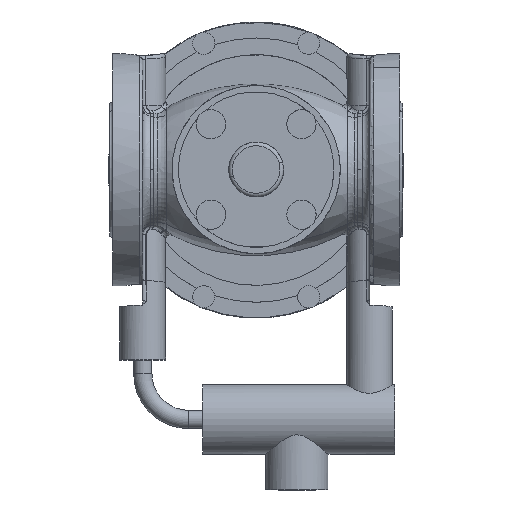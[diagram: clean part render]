
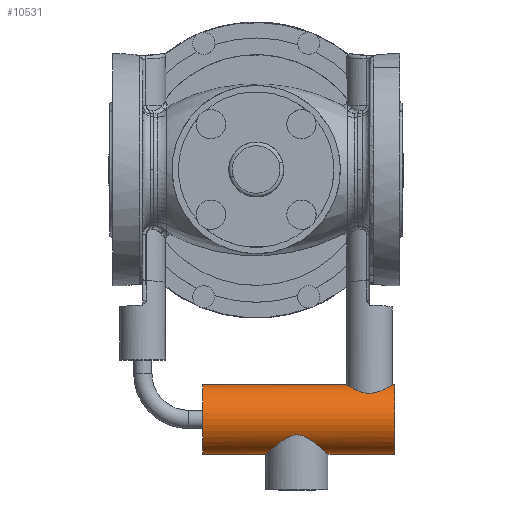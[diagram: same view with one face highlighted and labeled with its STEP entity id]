
A CAD part, top view. The second image highlights one B-rep face of the part: STEP entity #10531.
In plain terms, the highlighted cylindrical face has radius 19 mm (diameter 38 mm), a partial arc.
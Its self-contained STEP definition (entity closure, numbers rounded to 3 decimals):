
#10406=CARTESIAN_POINT('Axis2P3D Location',(23.25,-136.5,0.)) ;
#10412=CARTESIAN_POINT('Control Point',(5.25,-155.5,0.)) ;
#10413=CARTESIAN_POINT('Control Point',(5.25,-155.5,1.826)) ;
#10414=CARTESIAN_POINT('Control Point',(5.495,-155.281,3.653)) ;
#10415=CARTESIAN_POINT('Control Point',(5.987,-154.841,5.395)) ;
#10416=CARTESIAN_POINT('Control Point',(7.322,-153.658,8.544)) ;
#10417=CARTESIAN_POINT('Control Point',(9.252,-152.01,11.122)) ;
#10418=CARTESIAN_POINT('Control Point',(10.307,-151.13,12.238)) ;
#10419=CARTESIAN_POINT('Control Point',(11.904,-149.845,13.601)) ;
#10420=CARTESIAN_POINT('Control Point',(13.677,-148.555,14.698)) ;
#10421=CARTESIAN_POINT('Control Point',(14.192,-148.192,14.986)) ;
#10422=CARTESIAN_POINT('Control Point',(15.173,-147.531,15.482)) ;
#10423=CARTESIAN_POINT('Control Point',(16.21,-146.905,15.903)) ;
#10424=CARTESIAN_POINT('Control Point',(16.703,-146.625,16.082)) ;
#10425=CARTESIAN_POINT('Control Point',(17.968,-145.961,16.487)) ;
#10426=CARTESIAN_POINT('Control Point',(19.325,-145.426,16.778)) ;
#10427=CARTESIAN_POINT('Control Point',(20.179,-145.168,16.908)) ;
#10428=CARTESIAN_POINT('Control Point',(21.763,-144.905,17.04)) ;
#10429=CARTESIAN_POINT('Control Point',(23.364,-145.014,16.986)) ;
#10430=CARTESIAN_POINT('Control Point',(24.059,-145.137,16.925)) ;
#10431=CARTESIAN_POINT('Control Point',(25.846,-145.62,16.677)) ;
#10432=CARTESIAN_POINT('Control Point',(27.485,-146.416,16.224)) ;
#10433=CARTESIAN_POINT('Control Point',(28.45,-146.971,15.877)) ;
#10434=CARTESIAN_POINT('Control Point',(30.288,-148.144,15.062)) ;
#10435=CARTESIAN_POINT('Control Point',(31.957,-149.376,14.008)) ;
#10436=CARTESIAN_POINT('Control Point',(32.755,-149.992,13.421)) ;
#10437=CARTESIAN_POINT('Control Point',(34.698,-151.54,11.761)) ;
#10438=CARTESIAN_POINT('Control Point',(36.355,-152.95,9.695)) ;
#10439=CARTESIAN_POINT('Control Point',(37.245,-153.724,8.278)) ;
#10440=CARTESIAN_POINT('Control Point',(38.38,-154.723,5.818)) ;
#10441=CARTESIAN_POINT('Control Point',(39.014,-155.289,3.085)) ;
#10442=CARTESIAN_POINT('Control Point',(39.171,-155.43,2.067)) ;
#10443=CARTESIAN_POINT('Control Point',(39.25,-155.5,1.033)) ;
#10444=CARTESIAN_POINT('Control Point',(39.25,-155.5,0.)) ;
#10445=CARTESIAN_POINT('Vertex',(5.25,-155.5,0.)) ;
#10447=CARTESIAN_POINT('Vertex',(39.25,-155.5,0.)) ;
#10450=CARTESIAN_POINT('Line Origine',(23.25,-155.5,0.)) ;
#10454=CARTESIAN_POINT('Vertex',(75.75,-155.5,0.)) ;
#10457=CARTESIAN_POINT('Axis2P3D Location',(75.75,-136.5,0.)) ;
#10461=CARTESIAN_POINT('Vertex',(75.75,-117.5,0.)) ;
#10464=CARTESIAN_POINT('Line Origine',(23.25,-117.5,0.)) ;
#10468=CARTESIAN_POINT('Vertex',(74.5,-117.5,0.)) ;
#10472=CARTESIAN_POINT('Control Point',(49.5,-117.5,0.)) ;
#10473=CARTESIAN_POINT('Control Point',(49.5,-117.5,1.133)) ;
#10474=CARTESIAN_POINT('Control Point',(49.628,-117.584,2.266)) ;
#10475=CARTESIAN_POINT('Control Point',(49.885,-117.753,3.37)) ;
#10476=CARTESIAN_POINT('Control Point',(50.607,-118.219,5.413)) ;
#10477=CARTESIAN_POINT('Control Point',(51.714,-118.886,7.211)) ;
#10478=CARTESIAN_POINT('Control Point',(52.333,-119.244,8.019)) ;
#10479=CARTESIAN_POINT('Control Point',(53.592,-119.931,9.363)) ;
#10480=CARTESIAN_POINT('Control Point',(55.072,-120.619,10.454)) ;
#10481=CARTESIAN_POINT('Control Point',(55.794,-120.925,10.899)) ;
#10482=CARTESIAN_POINT('Control Point',(57.218,-121.455,11.62)) ;
#10483=CARTESIAN_POINT('Control Point',(58.774,-121.858,12.113)) ;
#10484=CARTESIAN_POINT('Control Point',(59.529,-122.009,12.29)) ;
#10485=CARTESIAN_POINT('Control Point',(61.207,-122.231,12.547)) ;
#10486=CARTESIAN_POINT('Control Point',(62.923,-122.206,12.517)) ;
#10487=CARTESIAN_POINT('Control Point',(63.838,-122.114,12.414)) ;
#10488=CARTESIAN_POINT('Control Point',(65.565,-121.808,12.059)) ;
#10489=CARTESIAN_POINT('Control Point',(67.163,-121.313,11.429)) ;
#10490=CARTESIAN_POINT('Control Point',(67.9,-121.043,11.065)) ;
#10491=CARTESIAN_POINT('Control Point',(69.048,-120.567,10.378)) ;
#10492=CARTESIAN_POINT('Control Point',(70.087,-120.069,9.552)) ;
#10493=CARTESIAN_POINT('Control Point',(70.476,-119.874,9.209)) ;
#10494=CARTESIAN_POINT('Control Point',(72.127,-119.01,7.593)) ;
#10495=CARTESIAN_POINT('Control Point',(73.402,-118.221,5.594)) ;
#10496=CARTESIAN_POINT('Control Point',(74.134,-117.741,3.824)) ;
#10497=CARTESIAN_POINT('Control Point',(74.5,-117.5,1.912)) ;
#10498=CARTESIAN_POINT('Control Point',(74.5,-117.5,0.)) ;
#10499=CARTESIAN_POINT('Vertex',(49.5,-117.5,0.)) ;
#10502=CARTESIAN_POINT('Line Origine',(23.25,-117.5,0.)) ;
#10506=CARTESIAN_POINT('Vertex',(-29.25,-117.5,0.)) ;
#10509=CARTESIAN_POINT('Axis2P3D Location',(-29.25,-136.5,0.)) ;
#10513=CARTESIAN_POINT('Vertex',(-29.25,-155.5,0.)) ;
#10516=CARTESIAN_POINT('Line Origine',(23.25,-155.5,0.)) ;
#10407=DIRECTION('Axis2P3D Direction',(-1.,0.,0.)) ;
#10408=DIRECTION('Axis2P3D XDirection',(0.,-1.,0.)) ;
#10451=DIRECTION('Vector Direction',(-1.,0.,0.)) ;
#10458=DIRECTION('Axis2P3D Direction',(-1.,0.,0.)) ;
#10465=DIRECTION('Vector Direction',(-1.,0.,0.)) ;
#10503=DIRECTION('Vector Direction',(-1.,0.,0.)) ;
#10510=DIRECTION('Axis2P3D Direction',(-1.,0.,0.)) ;
#10517=DIRECTION('Vector Direction',(-1.,0.,0.)) ;
#10409=AXIS2_PLACEMENT_3D('Cylinder Axis2P3D',#10406,#10407,#10408) ;
#10459=AXIS2_PLACEMENT_3D('Circle Axis2P3D',#10457,#10458,$) ;
#10511=AXIS2_PLACEMENT_3D('Circle Axis2P3D',#10509,#10510,$) ;
#10522=ORIENTED_EDGE('',*,*,#10449,.T.) ;
#10523=ORIENTED_EDGE('',*,*,#10456,.F.) ;
#10524=ORIENTED_EDGE('',*,*,#10463,.T.) ;
#10525=ORIENTED_EDGE('',*,*,#10470,.T.) ;
#10526=ORIENTED_EDGE('',*,*,#10501,.F.) ;
#10527=ORIENTED_EDGE('',*,*,#10508,.T.) ;
#10528=ORIENTED_EDGE('',*,*,#10515,.F.) ;
#10529=ORIENTED_EDGE('',*,*,#10520,.F.) ;
#10452=VECTOR('Line Direction',#10451,1.) ;
#10466=VECTOR('Line Direction',#10465,1.) ;
#10504=VECTOR('Line Direction',#10503,1.) ;
#10518=VECTOR('Line Direction',#10517,1.) ;
#10531=ADVANCED_FACE('Brep With Voids',(#10530),#10410,.T.) ;
#10411=B_SPLINE_CURVE_WITH_KNOTS('',5,(#10412,#10413,#10414,#10415,#10416,#10417,#10418,#10419,#10420,#10421,#10422,#10423,#10424,#10425,#10426,#10427,#10428,#10429,#10430,#10431,#10432,#10433,#10434,#10435,#10436,#10437,#10438,#10439,#10440,#10441,#10442,#10443,#10444),.UNSPECIFIED.,.F.,.U.,(6,3,3,3,3,3,3,3,3,3,6),(0.,12.941,25.415,30.309,34.496,40.815,45.795,54.001,62.253,75.129,82.451),.UNSPECIFIED.) ;
#10471=B_SPLINE_CURVE_WITH_KNOTS('',5,(#10472,#10473,#10474,#10475,#10476,#10477,#10478,#10479,#10480,#10481,#10482,#10483,#10484,#10485,#10486,#10487,#10488,#10489,#10490,#10491,#10492,#10493,#10494,#10495,#10496,#10497,#10498),.UNSPECIFIED.,.F.,.U.,(6,3,3,3,3,3,3,3,6),(0.,8.037,15.616,21.921,27.498,34.006,40.121,44.032,57.598),.UNSPECIFIED.) ;
#10460=CIRCLE('generated circle',#10459,19.) ;
#10512=CIRCLE('generated circle',#10511,19.) ;
#10410=CYLINDRICAL_SURFACE('generated cylinder',#10409,19.) ;
#10449=EDGE_CURVE('',#10446,#10448,#10411,.T.) ;
#10456=EDGE_CURVE('',#10455,#10448,#10453,.T.) ;
#10463=EDGE_CURVE('',#10455,#10462,#10460,.T.) ;
#10470=EDGE_CURVE('',#10462,#10469,#10467,.T.) ;
#10501=EDGE_CURVE('',#10500,#10469,#10471,.T.) ;
#10508=EDGE_CURVE('',#10500,#10507,#10505,.T.) ;
#10515=EDGE_CURVE('',#10514,#10507,#10512,.T.) ;
#10520=EDGE_CURVE('',#10446,#10514,#10519,.T.) ;
#10521=EDGE_LOOP('',(#10522,#10523,#10524,#10525,#10526,#10527,#10528,#10529)) ;
#10530=FACE_OUTER_BOUND('',#10521,.T.) ;
#10453=LINE('Line',#10450,#10452) ;
#10467=LINE('Line',#10464,#10466) ;
#10505=LINE('Line',#10502,#10504) ;
#10519=LINE('Line',#10516,#10518) ;
#10446=VERTEX_POINT('',#10445) ;
#10448=VERTEX_POINT('',#10447) ;
#10455=VERTEX_POINT('',#10454) ;
#10462=VERTEX_POINT('',#10461) ;
#10469=VERTEX_POINT('',#10468) ;
#10500=VERTEX_POINT('',#10499) ;
#10507=VERTEX_POINT('',#10506) ;
#10514=VERTEX_POINT('',#10513) ;
